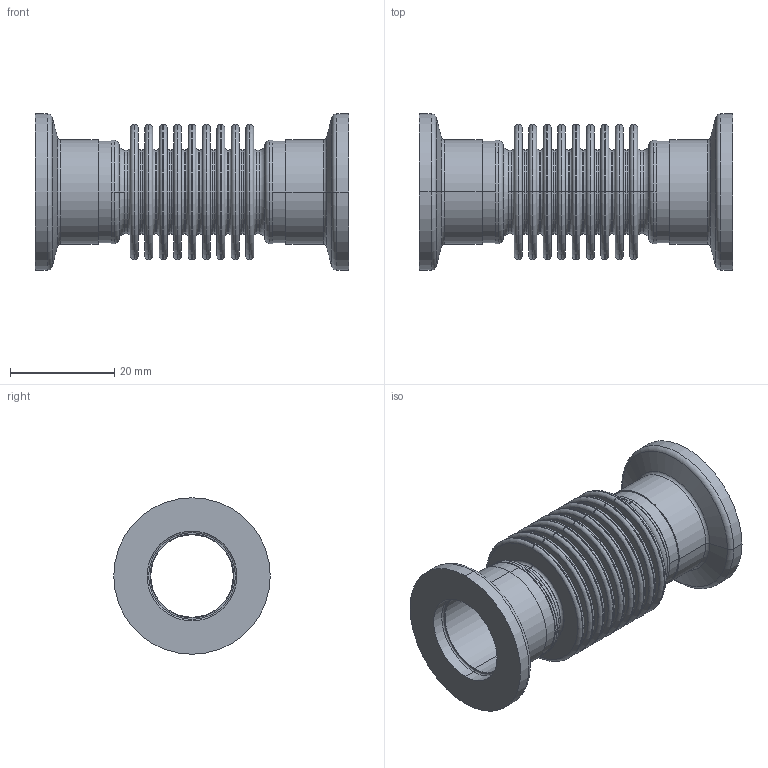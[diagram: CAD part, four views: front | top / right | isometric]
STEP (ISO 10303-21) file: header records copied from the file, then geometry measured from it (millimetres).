
FILE_DESCRIPTION (( 'STEP AP214' ), '1' );
FILE_NAME ('170SFK016-060.stp', '2017-06-07T12:37:10', ( '' ), ( '' ), 'SwSTEP 2.0', 'SolidWorks 2015', '' );
FILE_SCHEMA (( 'AUTOMOTIVE_DESIGN' ));
Length unit declared in the file: millimetre
Products named in the file (1): 170SFK016-060
Bounding box: 60 x 30 x 30 mm (x, y, z)
Volume: 7062.7 mm3; surface area: 19774.6 mm2
Topology: 1 solids, 1 shells, 326 faces, 656 edges, 376 vertices
Faces by surface type: torus 172, cylinder 104, plane 46, cone 4
Entity records: 12220 total; most frequent: DIRECTION 1858, CARTESIAN_POINT 1359, ORIENTED_EDGE 1312, AXIS2_PLACEMENT_3D 875, EDGE_CURVE 656, CIRCLE 548, VERTEX_POINT 376, EDGE_LOOP 372
